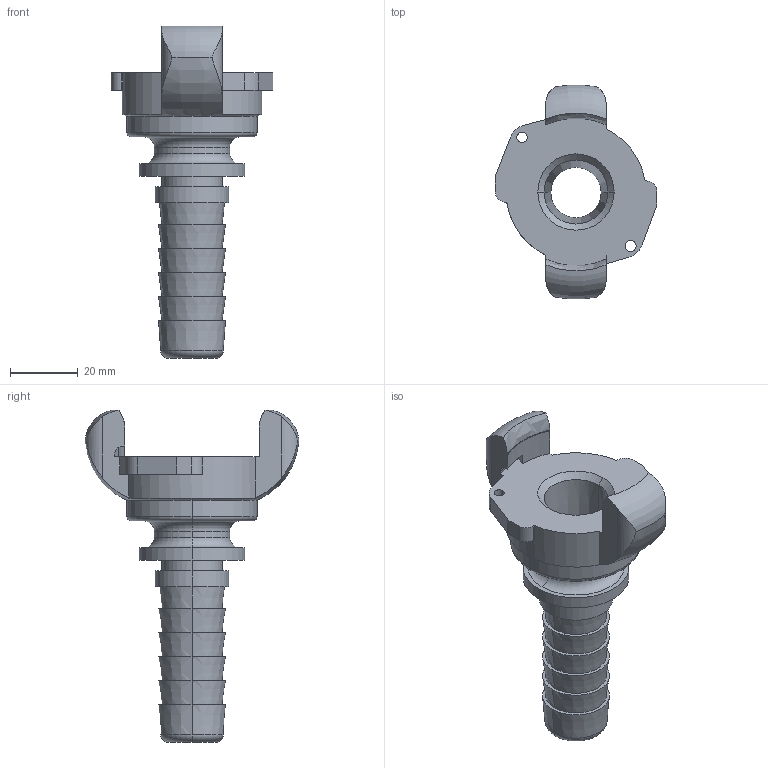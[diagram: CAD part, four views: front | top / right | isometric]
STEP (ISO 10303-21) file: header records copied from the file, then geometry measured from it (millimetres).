
FILE_DESCRIPTION (( 'STEP AP214' ), '1' );
FILE_NAME ('B00835TE10.3D.STP', '2013-07-20T14:17:17', ( '' ), ( '' ), 'SwSTEP 2.0', 'SolidWorks 2012', '' );
FILE_SCHEMA (( 'AUTOMOTIVE_DESIGN' ));
Length unit declared in the file: inch
Products named in the file (1): B00835TE10.3D
Bounding box: 47.93 x 63.37 x 98.37 mm (x, y, z)
Volume: 34505.7 mm3; surface area: 16976.4 mm2
Topology: 1 solids, 1 shells, 93 faces, 231 edges, 149 vertices
Faces by surface type: plane 30, cylinder 29, cone 16, torus 12, bspline 6
Entity records: 3099 total; most frequent: CARTESIAN_POINT 788, DIRECTION 501, ORIENTED_EDGE 462, EDGE_CURVE 231, AXIS2_PLACEMENT_3D 204, VERTEX_POINT 149, CIRCLE 116, EDGE_LOOP 108
